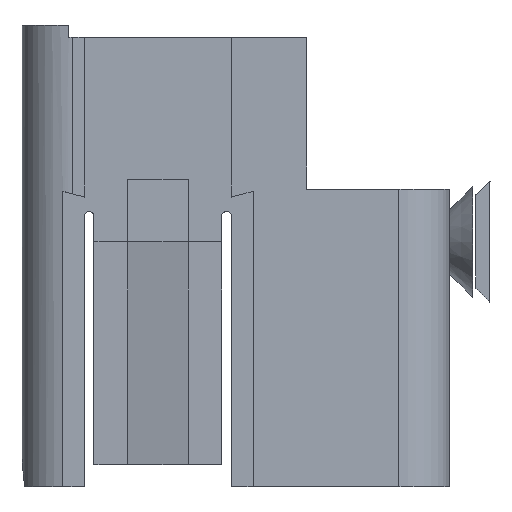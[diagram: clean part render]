
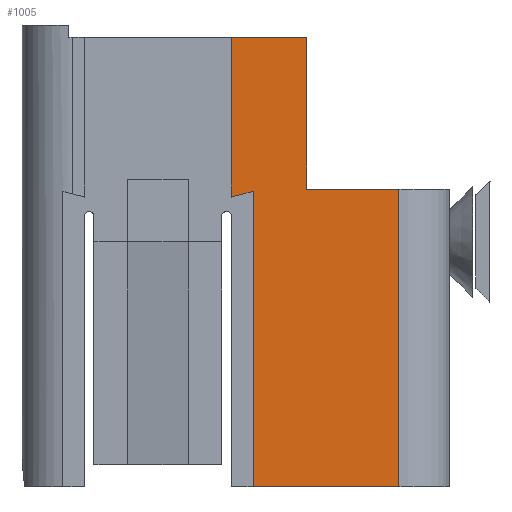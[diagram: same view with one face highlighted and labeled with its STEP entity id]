
A CAD part, left-side view. The second image highlights one B-rep face of the part: STEP entity #1005.
In plain terms, the highlighted planar face has unit normal (-1, 0, 0).
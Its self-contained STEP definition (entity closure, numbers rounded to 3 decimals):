
#806=FACE_OUTER_BOUND('',#1449,.T.);
#1005=ADVANCED_FACE('',(#806),#1206,.F.);
#1206=PLANE('',#5631);
#1449=EDGE_LOOP('',(#2213,#2214,#2215,#2216,#2217,#2218,#2219,#2220));
#2213=ORIENTED_EDGE('',*,*,#3483,.F.);
#2214=ORIENTED_EDGE('',*,*,#3482,.T.);
#2215=ORIENTED_EDGE('',*,*,#3437,.T.);
#2216=ORIENTED_EDGE('',*,*,#3380,.F.);
#2217=ORIENTED_EDGE('',*,*,#3381,.F.);
#2218=ORIENTED_EDGE('',*,*,#3384,.F.);
#2219=ORIENTED_EDGE('',*,*,#3474,.F.);
#2220=ORIENTED_EDGE('',*,*,#3484,.T.);
#2937=VERTEX_POINT('',#7685);
#2940=VERTEX_POINT('',#7690);
#2941=VERTEX_POINT('',#7694);
#2943=VERTEX_POINT('',#7700);
#2975=VERTEX_POINT('',#7803);
#2994=VERTEX_POINT('',#7871);
#2997=VERTEX_POINT('',#7884);
#2998=VERTEX_POINT('',#7889);
#3380=EDGE_CURVE('',#2940,#2937,#4336,.T.);
#3381=EDGE_CURVE('',#2941,#2940,#4337,.T.);
#3384=EDGE_CURVE('',#2943,#2941,#4340,.T.);
#3437=EDGE_CURVE('',#2975,#2937,#4386,.T.);
#3474=EDGE_CURVE('',#2994,#2943,#4418,.T.);
#3482=EDGE_CURVE('',#2997,#2975,#4426,.T.);
#3483=EDGE_CURVE('',#2997,#2998,#4427,.T.);
#3484=EDGE_CURVE('',#2994,#2998,#4428,.T.);
#4336=LINE('',#7691,#4918);
#4337=LINE('',#7693,#4919);
#4340=LINE('',#7699,#4922);
#4386=LINE('',#7802,#4968);
#4418=LINE('',#7872,#5000);
#4426=LINE('',#7886,#5008);
#4427=LINE('',#7888,#5009);
#4428=LINE('',#7890,#5010);
#4918=VECTOR('',#6260,1.);
#4919=VECTOR('',#6263,1.);
#4922=VECTOR('',#6268,1.);
#4968=VECTOR('',#6364,1.);
#5000=VECTOR('',#6432,1.);
#5008=VECTOR('',#6446,1.);
#5009=VECTOR('',#6449,1.);
#5010=VECTOR('',#6450,1.);
#5631=AXIS2_PLACEMENT_3D('',#7891,#6451,#6452);
#6260=DIRECTION('',(0.,0.,1.));
#6263=DIRECTION('',(0.,0.966,-0.259));
#6268=DIRECTION('',(0.,0.,1.));
#6364=DIRECTION('',(0.,1.,0.));
#6432=DIRECTION('',(0.,1.,0.));
#6446=DIRECTION('',(0.,0.,1.));
#6449=DIRECTION('',(0.,-1.,0.));
#6450=DIRECTION('',(0.,0.,1.));
#6451=DIRECTION('',(1.,0.,0.));
#6452=DIRECTION('',(0.,1.,0.));
#7685=CARTESIAN_POINT('',(-10.4,0.21,10.8));
#7690=CARTESIAN_POINT('',(-10.4,0.21,2.909));
#7691=CARTESIAN_POINT('',(-10.4,0.21,3.3));
#7693=CARTESIAN_POINT('',(-10.4,-0.671,3.145));
#7694=CARTESIAN_POINT('',(-10.4,-0.86,3.196));
#7699=CARTESIAN_POINT('',(-10.4,-0.86,-11.4));
#7700=CARTESIAN_POINT('',(-10.4,-0.86,-11.4));
#7802=CARTESIAN_POINT('',(-10.4,-3.1,10.8));
#7803=CARTESIAN_POINT('',(-10.4,-3.5,10.8));
#7871=CARTESIAN_POINT('',(-10.4,-8.05,-11.4));
#7872=CARTESIAN_POINT('',(-10.4,-8.05,-11.4));
#7884=CARTESIAN_POINT('',(-10.4,-3.5,3.3));
#7886=CARTESIAN_POINT('',(-10.4,-3.5,2.5));
#7888=CARTESIAN_POINT('',(-10.4,-8.05,3.3));
#7889=CARTESIAN_POINT('',(-10.4,-8.05,3.3));
#7890=CARTESIAN_POINT('',(-10.4,-8.05,-11.4));
#7891=CARTESIAN_POINT('',(-10.4,-8.05,-11.4));
